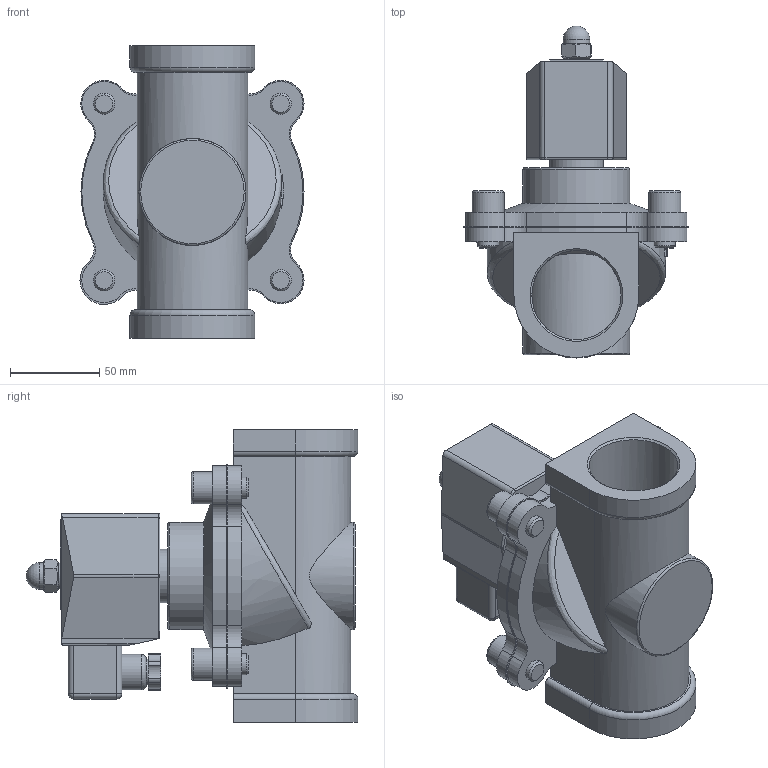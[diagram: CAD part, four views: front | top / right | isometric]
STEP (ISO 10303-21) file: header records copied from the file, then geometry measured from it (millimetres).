
FILE_DESCRIPTION(/* description */ (''),/* implementation_level */ '2;1');
FILE_NAME(/* name */ 'DN50_3D_STEP.stp',/* time_stamp */ '2024-03-21T17:27:20+03:00',/* author */ ('igorr'),/* organization */ (''),/* preprocessor_version */ 'ST-DEVELOPER v19.2',/* originating_system */ 'Autodesk Inventor 2023',/* authorisation */ '');
FILE_SCHEMA (('AUTOMOTIVE_DESIGN { 1 0 10303 214 3 1 1 }'));
Length unit declared in the file: millimetre
Products named in the file (4): Сборка; Деталь1; DIN 1587 - M10 - SW16; AS 1420 - 1973 - M12 x 20
Assembly tree (6 placements, depth 2):
  Сборка
    Деталь1
    DIN 1587 - M10 - SW16
    AS 1420 - 1973 - M12 x 20  x4
Bounding box: 125.66 x 186 x 164 mm (x, y, z)
Volume: 1010185.6 mm3; surface area: 126253.1 mm2
Topology: 6 solids, 6 shells, 325 faces, 825 edges, 537 vertices
Faces by surface type: plane 133, cylinder 114, bspline 36, cone 20, torus 17, sphere 5
Full cylindrical faces by diameter (mm): 8.376 x1, 10 x1, 12 x8, 15 x3, 18 x4, 20 x1, 30 x1, 50 x2, 60 x2
Entity records: 10250 total; most frequent: CARTESIAN_POINT 3223, ORIENTED_EDGE 1428, DIRECTION 1312, EDGE_CURVE 714, AXIS2_PLACEMENT_3D 513, VERTEX_POINT 465, EDGE_LOOP 313, LINE 286
